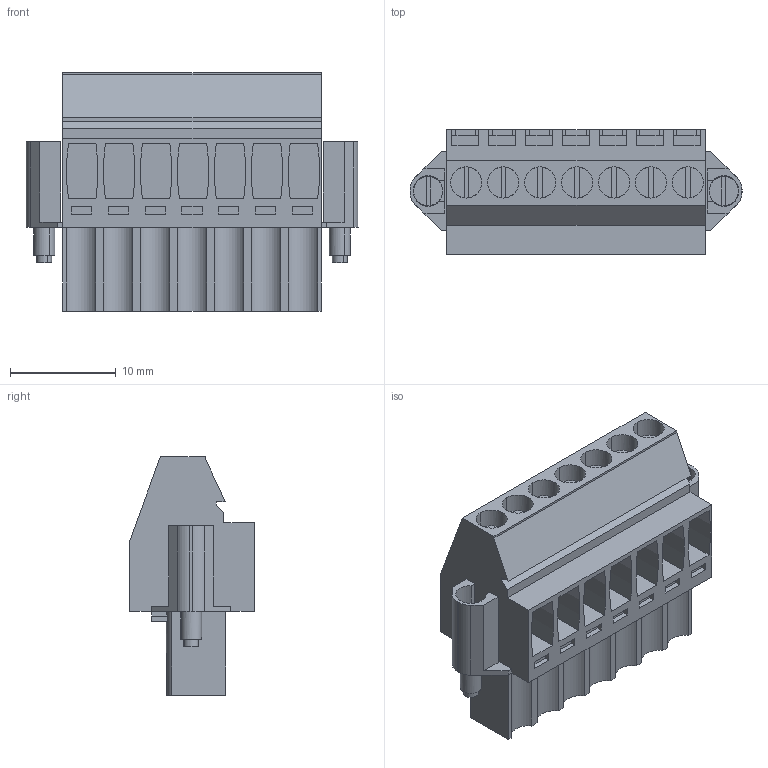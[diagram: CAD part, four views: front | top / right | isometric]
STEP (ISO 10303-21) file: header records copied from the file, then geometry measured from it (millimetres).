
FILE_DESCRIPTION(('CATIA V5 STEP Exchange','CAx-IF Rec.Pracs.--- Model Styling and Organization---1.2---2011-12-15'),'2;1');
FILE_NAME ('D1454132_0_1639980000_1639980000.stp','2017-04-20T09:16:21+00:00',('none'),('Weidmueller'),'CATIA Version 5-6 Release 2014','CATIA V5 STEP AP214','none');
FILE_SCHEMA(('AUTOMOTIVE_DESIGN { 1 0 10303 214 1 1 1 1 }'));
Length unit declared in the file: millimetre
Products named in the file (1): 1639980000
Bounding box: 31.44 x 11.83 x 22.6 mm (x, y, z)
Volume: 3871.8 mm3; surface area: 3700.7 mm2
Topology: 10 solids, 10 shells, 511 faces, 1392 edges, 938 vertices
Faces by surface type: plane 411, cylinder 88, extrusion 12
Entity records: 15396 total; most frequent: CARTESIAN_POINT 3113, ORIENTED_EDGE 2784, DIRECTION 2038, EDGE_CURVE 1392, VECTOR 1126, LINE 1114, VERTEX_POINT 938, AXIS2_PLACEMENT_3D 571
